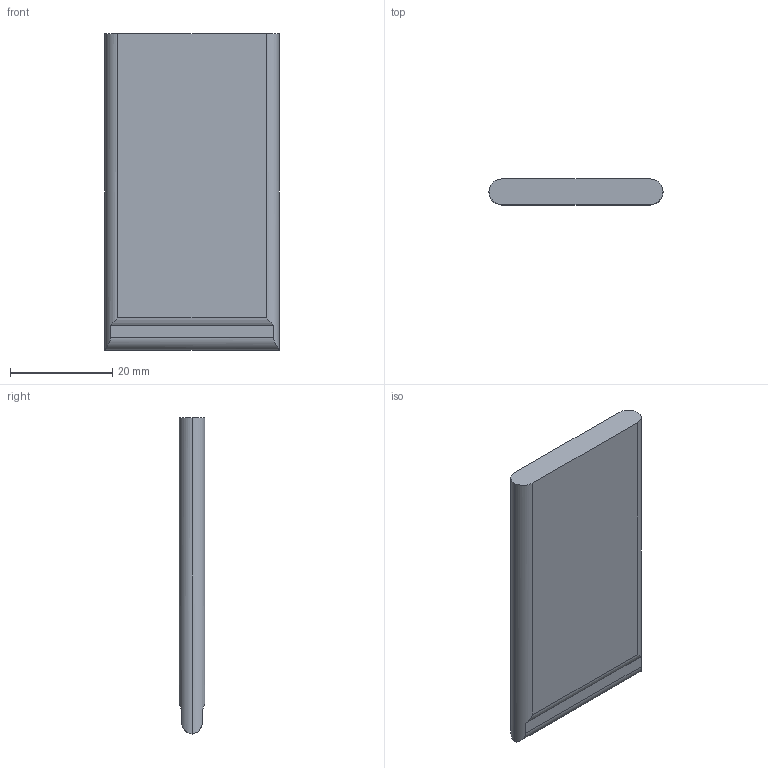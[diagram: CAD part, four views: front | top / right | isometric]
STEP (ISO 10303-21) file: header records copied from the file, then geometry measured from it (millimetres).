
FILE_DESCRIPTION (( 'STEP AP203' ), '1' );
FILE_NAME ('dum_battery_1200.step', '2019-10-07T21:27:28', ( '' ), ( '' ), 'SwSTEP 2.0', 'SolidWorks 2017', '' );
FILE_SCHEMA (( 'CONFIG_CONTROL_DESIGN' ));
Length unit declared in the file: inch
Products named in the file (1): dum_battery_1200
Bounding box: 34 x 5 x 61.82 mm (x, y, z)
Volume: 9928.6 mm3; surface area: 4785 mm2
Topology: 1 solids, 1 shells, 13 faces, 31 edges, 20 vertices
Faces by surface type: cylinder 8, plane 5
Entity records: 496 total; most frequent: CARTESIAN_POINT 129, ORIENTED_EDGE 62, DIRECTION 55, EDGE_CURVE 31, VERTEX_POINT 20, LINE 19, VECTOR 19, AXIS2_PLACEMENT_3D 18
